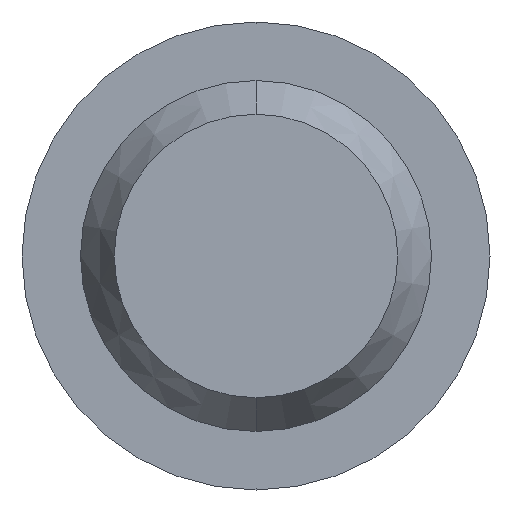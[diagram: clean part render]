
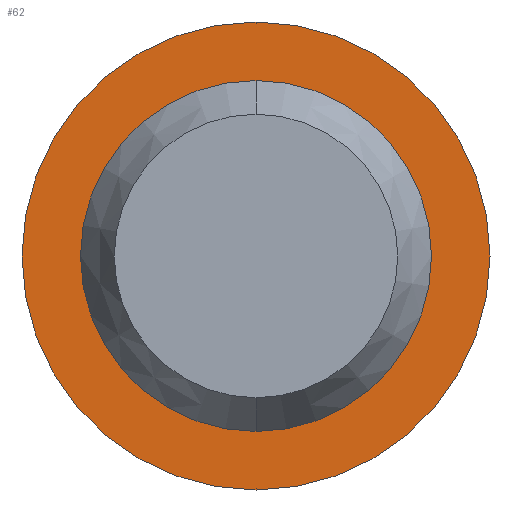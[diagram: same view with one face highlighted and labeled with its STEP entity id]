
A CAD part, front view. The second image highlights one B-rep face of the part: STEP entity #62.
In plain terms, the highlighted planar face has unit normal (0, -1, 0).
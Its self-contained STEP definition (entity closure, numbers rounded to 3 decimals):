
#3 = AXIS2_PLACEMENT_3D ( 'NONE', #9, #169, #189 ) ;
#7 = CARTESIAN_POINT ( 'NONE',  ( 0., 5., 0. ) ) ;
#9 = CARTESIAN_POINT ( 'NONE',  ( 0., 5., 0. ) ) ;
#24 = FACE_OUTER_BOUND ( 'NONE', #318, .T. ) ;
#34 = EDGE_CURVE ( 'NONE', #198, #44, #57, .T. ) ;
#36 = DIRECTION ( 'NONE',  ( 0., -1., 0. ) ) ;
#40 = EDGE_CURVE ( 'NONE', #232, #242, #293, .T. ) ;
#44 = VERTEX_POINT ( 'NONE', #304 ) ;
#55 = EDGE_CURVE ( 'NONE', #44, #198, #134, .T. ) ;
#57 = CIRCLE ( 'NONE', #86, 1.5 ) ;
#61 = DIRECTION ( 'NONE',  ( 0., 0., -1. ) ) ;
#62 = ADVANCED_FACE ( 'NONE', ( #24, #113 ), #67, .T. ) ;
#67 = PLANE ( 'NONE',  #99 ) ;
#86 = AXIS2_PLACEMENT_3D ( 'NONE', #7, #36, #216 ) ;
#88 = EDGE_CURVE ( 'NONE', #242, #232, #259, .T. ) ;
#95 = ORIENTED_EDGE ( 'NONE', *, *, #55, .F. ) ;
#99 = AXIS2_PLACEMENT_3D ( 'NONE', #146, #217, #239 ) ;
#111 = CARTESIAN_POINT ( 'NONE',  ( 0., 5., -2. ) ) ;
#113 = FACE_BOUND ( 'NONE', #254, .T. ) ;
#117 = ORIENTED_EDGE ( 'NONE', *, *, #88, .T. ) ;
#134 = CIRCLE ( 'NONE', #295, 1.5 ) ;
#141 = CARTESIAN_POINT ( 'NONE',  ( 0., 5., 0. ) ) ;
#146 = CARTESIAN_POINT ( 'NONE',  ( 1.5, 5., 0. ) ) ;
#169 = DIRECTION ( 'NONE',  ( 0., -1., 0. ) ) ;
#173 = DIRECTION ( 'NONE',  ( 0., -1., 0. ) ) ;
#189 = DIRECTION ( 'NONE',  ( 0., 0., -1. ) ) ;
#193 = DIRECTION ( 'NONE',  ( 0., -1., 0. ) ) ;
#198 = VERTEX_POINT ( 'NONE', #313 ) ;
#216 = DIRECTION ( 'NONE',  ( 0., 0., -1. ) ) ;
#217 = DIRECTION ( 'NONE',  ( 0., -1., 0. ) ) ;
#232 = VERTEX_POINT ( 'NONE', #297 ) ;
#239 = DIRECTION ( 'NONE',  ( 0., 0., -1. ) ) ;
#242 = VERTEX_POINT ( 'NONE', #111 ) ;
#254 = EDGE_LOOP ( 'NONE', ( #95, #271 ) ) ;
#259 = CIRCLE ( 'NONE', #320, 2. ) ;
#266 = DIRECTION ( 'NONE',  ( 0., 0., -1. ) ) ;
#268 = ORIENTED_EDGE ( 'NONE', *, *, #40, .T. ) ;
#271 = ORIENTED_EDGE ( 'NONE', *, *, #34, .F. ) ;
#293 = CIRCLE ( 'NONE', #3, 2. ) ;
#295 = AXIS2_PLACEMENT_3D ( 'NONE', #141, #193, #61 ) ;
#297 = CARTESIAN_POINT ( 'NONE',  ( 0., 5., 2. ) ) ;
#304 = CARTESIAN_POINT ( 'NONE',  ( 0., 5., -1.5 ) ) ;
#312 = CARTESIAN_POINT ( 'NONE',  ( 0., 5., 0. ) ) ;
#313 = CARTESIAN_POINT ( 'NONE',  ( 0., 5., 1.5 ) ) ;
#318 = EDGE_LOOP ( 'NONE', ( #117, #268 ) ) ;
#320 = AXIS2_PLACEMENT_3D ( 'NONE', #312, #173, #266 ) ;
